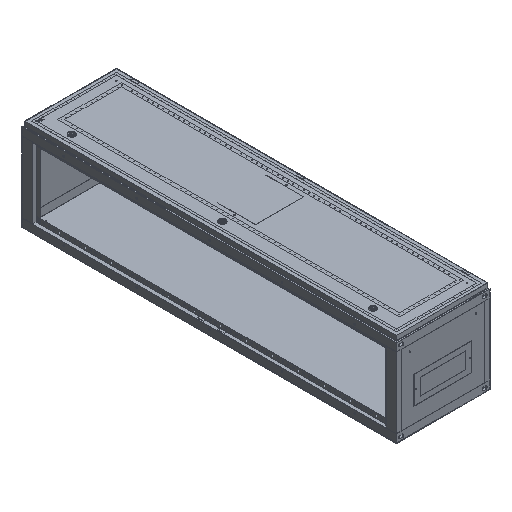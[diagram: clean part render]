
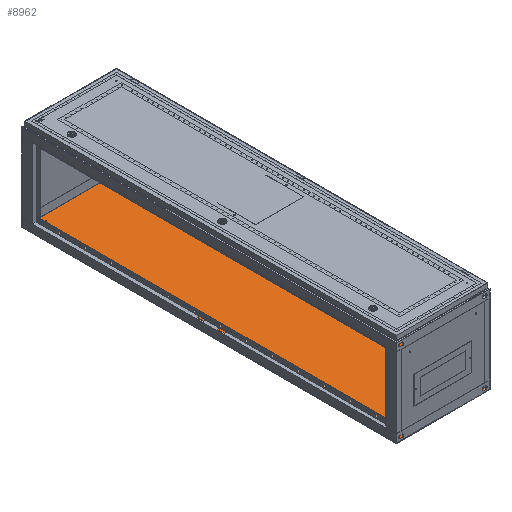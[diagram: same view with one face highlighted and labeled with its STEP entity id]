
A CAD part, isometric view. The second image highlights one B-rep face of the part: STEP entity #8962.
In plain terms, the highlighted planar face has unit normal (0, 0, 1).
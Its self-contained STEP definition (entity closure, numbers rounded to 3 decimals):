
#104 = CARTESIAN_POINT ( 'NONE',  ( 150., 40., -208.5 ) ) ;
#185 = EDGE_CURVE ( 'NONE', #73325, #33167, #44193, .T. ) ;
#1704 = EDGE_CURVE ( 'NONE', #51175, #75906, #49214, .T. ) ;
#2114 = EDGE_CURVE ( 'NONE', #77211, #38166, #52484, .T. ) ;
#2485 = CARTESIAN_POINT ( 'NONE',  ( 223.5, 1797.5, -208.5 ) ) ;
#3075 = EDGE_CURVE ( 'NONE', #10826, #11746, #30406, .T. ) ;
#3875 = DIRECTION ( 'NONE',  ( 1., 0., 0. ) ) ;
#3912 = AXIS2_PLACEMENT_3D ( 'NONE', #28210, #50053, #50553 ) ;
#4880 = DIRECTION ( 'NONE',  ( 0., 0., 1. ) ) ;
#5382 = DIRECTION ( 'NONE',  ( -1., 0., 0. ) ) ;
#5731 = AXIS2_PLACEMENT_3D ( 'NONE', #66900, #97945, #21673 ) ;
#5931 = CIRCLE ( 'NONE', #62952, 3. ) ;
#8075 = CARTESIAN_POINT ( 'NONE',  ( 153., 1759., -208.5 ) ) ;
#8137 = CARTESIAN_POINT ( 'NONE',  ( 147., 40., -208.5 ) ) ;
#8862 = CIRCLE ( 'NONE', #72364, 3. ) ;
#8962 = ADVANCED_FACE ( 'NONE', ( #56368, #33978, #40107, #18762, #88931 ), #79770, .F. ) ;
#9294 = EDGE_LOOP ( 'NONE', ( #34126, #95709 ) ) ;
#10826 = VERTEX_POINT ( 'NONE', #99774 ) ;
#10917 = EDGE_CURVE ( 'NONE', #33167, #73325, #5931, .T. ) ;
#11746 = VERTEX_POINT ( 'NONE', #50109 ) ;
#12968 = VERTEX_POINT ( 'NONE', #2485 ) ;
#13018 = EDGE_CURVE ( 'NONE', #38166, #77211, #46826, .T. ) ;
#13126 = LINE ( 'NONE', #44104, #66130 ) ;
#14164 = DIRECTION ( 'NONE',  ( 1., 0., 0. ) ) ;
#14576 = EDGE_LOOP ( 'NONE', ( #87991, #39114, #80743, #78614 ) ) ;
#15145 = ORIENTED_EDGE ( 'NONE', *, *, #38305, .F. ) ;
#15160 = ORIENTED_EDGE ( 'NONE', *, *, #13018, .F. ) ;
#15383 = DIRECTION ( 'NONE',  ( -1., 0., 0. ) ) ;
#17606 = AXIS2_PLACEMENT_3D ( 'NONE', #82146, #28752, #90291 ) ;
#18762 = FACE_BOUND ( 'NONE', #90143, .T. ) ;
#20516 = DIRECTION ( 'NONE',  ( -1., 0., 0. ) ) ;
#21512 = AXIS2_PLACEMENT_3D ( 'NONE', #28298, #29787, #37400 ) ;
#21673 = DIRECTION ( 'NONE',  ( -1., 0., 0. ) ) ;
#21711 = AXIS2_PLACEMENT_3D ( 'NONE', #27628, #90180, #20516 ) ;
#24706 = ORIENTED_EDGE ( 'NONE', *, *, #10917, .F. ) ;
#25250 = CIRCLE ( 'NONE', #5731, 3. ) ;
#26070 = ORIENTED_EDGE ( 'NONE', *, *, #36949, .F. ) ;
#27628 = CARTESIAN_POINT ( 'NONE',  ( -150., 40., -208.5 ) ) ;
#28210 = CARTESIAN_POINT ( 'NONE',  ( -150., 1759., -208.5 ) ) ;
#28298 = CARTESIAN_POINT ( 'NONE',  ( 150., 40., -208.5 ) ) ;
#28752 = DIRECTION ( 'NONE',  ( 0., 0., 1. ) ) ;
#29787 = DIRECTION ( 'NONE',  ( 0., 0., 1. ) ) ;
#30406 = LINE ( 'NONE', #84327, #54307 ) ;
#33167 = VERTEX_POINT ( 'NONE', #8137 ) ;
#33977 = VERTEX_POINT ( 'NONE', #59009 ) ;
#33978 = FACE_BOUND ( 'NONE', #67456, .T. ) ;
#34126 = ORIENTED_EDGE ( 'NONE', *, *, #84364, .F. ) ;
#36949 = EDGE_CURVE ( 'NONE', #46663, #33977, #55846, .T. ) ;
#37400 = DIRECTION ( 'NONE',  ( -1., 0., 0. ) ) ;
#37764 = VERTEX_POINT ( 'NONE', #84269 ) ;
#38166 = VERTEX_POINT ( 'NONE', #96952 ) ;
#38305 = EDGE_CURVE ( 'NONE', #33977, #46663, #25250, .T. ) ;
#39114 = ORIENTED_EDGE ( 'NONE', *, *, #75940, .F. ) ;
#40107 = FACE_BOUND ( 'NONE', #9294, .T. ) ;
#41947 = VECTOR ( 'NONE', #47251, 1000. ) ;
#42493 = LINE ( 'NONE', #66388, #86016 ) ;
#44104 = CARTESIAN_POINT ( 'NONE',  ( 223.5, 1797.5, -208.5 ) ) ;
#44193 = CIRCLE ( 'NONE', #21512, 3. ) ;
#46663 = VERTEX_POINT ( 'NONE', #94660 ) ;
#46826 = CIRCLE ( 'NONE', #17606, 3. ) ;
#47251 = DIRECTION ( 'NONE',  ( 0., -1., 0. ) ) ;
#48048 = CARTESIAN_POINT ( 'NONE',  ( 153., 40., -208.5 ) ) ;
#48230 = CARTESIAN_POINT ( 'NONE',  ( -223.5, 1797.5, -208.5 ) ) ;
#48339 = DIRECTION ( 'NONE',  ( 0., 0., 1. ) ) ;
#49214 = CIRCLE ( 'NONE', #84995, 3. ) ;
#49808 = EDGE_CURVE ( 'NONE', #37764, #10826, #76292, .T. ) ;
#50053 = DIRECTION ( 'NONE',  ( 0., 0., 1. ) ) ;
#50109 = CARTESIAN_POINT ( 'NONE',  ( 223.5, 1.5, -208.5 ) ) ;
#50553 = DIRECTION ( 'NONE',  ( -1., 0., 0. ) ) ;
#51175 = VERTEX_POINT ( 'NONE', #8075 ) ;
#52484 = CIRCLE ( 'NONE', #21711, 3. ) ;
#54307 = VECTOR ( 'NONE', #14164, 1000. ) ;
#55846 = CIRCLE ( 'NONE', #3912, 3. ) ;
#56368 = FACE_OUTER_BOUND ( 'NONE', #14576, .T. ) ;
#59009 = CARTESIAN_POINT ( 'NONE',  ( -147., 1759., -208.5 ) ) ;
#59234 = AXIS2_PLACEMENT_3D ( 'NONE', #48230, #80283, #79275 ) ;
#59239 = CARTESIAN_POINT ( 'NONE',  ( 150., 1759., -208.5 ) ) ;
#62615 = DIRECTION ( 'NONE',  ( 0., 0., 1. ) ) ;
#62952 = AXIS2_PLACEMENT_3D ( 'NONE', #104, #62615, #15383 ) ;
#65595 = CARTESIAN_POINT ( 'NONE',  ( 150., 1759., -208.5 ) ) ;
#66130 = VECTOR ( 'NONE', #68013, 1000. ) ;
#66294 = ORIENTED_EDGE ( 'NONE', *, *, #185, .F. ) ;
#66388 = CARTESIAN_POINT ( 'NONE',  ( -223.5, 1797.5, -208.5 ) ) ;
#66900 = CARTESIAN_POINT ( 'NONE',  ( -150., 1759., -208.5 ) ) ;
#67189 = EDGE_LOOP ( 'NONE', ( #15160, #75064 ) ) ;
#67456 = EDGE_LOOP ( 'NONE', ( #26070, #15145 ) ) ;
#68013 = DIRECTION ( 'NONE',  ( 0., -1., 0. ) ) ;
#68636 = CARTESIAN_POINT ( 'NONE',  ( -223.5, 1797.5, -208.5 ) ) ;
#72364 = AXIS2_PLACEMENT_3D ( 'NONE', #65595, #48339, #79876 ) ;
#73325 = VERTEX_POINT ( 'NONE', #48048 ) ;
#75064 = ORIENTED_EDGE ( 'NONE', *, *, #2114, .F. ) ;
#75906 = VERTEX_POINT ( 'NONE', #82787 ) ;
#75940 = EDGE_CURVE ( 'NONE', #12968, #11746, #13126, .T. ) ;
#76292 = LINE ( 'NONE', #68636, #41947 ) ;
#77211 = VERTEX_POINT ( 'NONE', #94428 ) ;
#78614 = ORIENTED_EDGE ( 'NONE', *, *, #49808, .T. ) ;
#79275 = DIRECTION ( 'NONE',  ( -1., 0., 0. ) ) ;
#79770 = PLANE ( 'NONE',  #59234 ) ;
#79876 = DIRECTION ( 'NONE',  ( -1., 0., 0. ) ) ;
#80283 = DIRECTION ( 'NONE',  ( 0., 0., -1. ) ) ;
#80743 = ORIENTED_EDGE ( 'NONE', *, *, #89495, .F. ) ;
#82146 = CARTESIAN_POINT ( 'NONE',  ( -150., 40., -208.5 ) ) ;
#82787 = CARTESIAN_POINT ( 'NONE',  ( 147., 1759., -208.5 ) ) ;
#84269 = CARTESIAN_POINT ( 'NONE',  ( -223.5, 1797.5, -208.5 ) ) ;
#84327 = CARTESIAN_POINT ( 'NONE',  ( -223.5, 1.5, -208.5 ) ) ;
#84364 = EDGE_CURVE ( 'NONE', #75906, #51175, #8862, .T. ) ;
#84995 = AXIS2_PLACEMENT_3D ( 'NONE', #59239, #4880, #5382 ) ;
#86016 = VECTOR ( 'NONE', #3875, 1000. ) ;
#87991 = ORIENTED_EDGE ( 'NONE', *, *, #3075, .T. ) ;
#88931 = FACE_BOUND ( 'NONE', #67189, .T. ) ;
#89495 = EDGE_CURVE ( 'NONE', #37764, #12968, #42493, .T. ) ;
#90143 = EDGE_LOOP ( 'NONE', ( #24706, #66294 ) ) ;
#90180 = DIRECTION ( 'NONE',  ( 0., 0., 1. ) ) ;
#90291 = DIRECTION ( 'NONE',  ( -1., 0., 0. ) ) ;
#94428 = CARTESIAN_POINT ( 'NONE',  ( -147., 40., -208.5 ) ) ;
#94660 = CARTESIAN_POINT ( 'NONE',  ( -153., 1759., -208.5 ) ) ;
#95709 = ORIENTED_EDGE ( 'NONE', *, *, #1704, .F. ) ;
#96952 = CARTESIAN_POINT ( 'NONE',  ( -153., 40., -208.5 ) ) ;
#97945 = DIRECTION ( 'NONE',  ( 0., 0., 1. ) ) ;
#99774 = CARTESIAN_POINT ( 'NONE',  ( -223.5, 1.5, -208.5 ) ) ;
